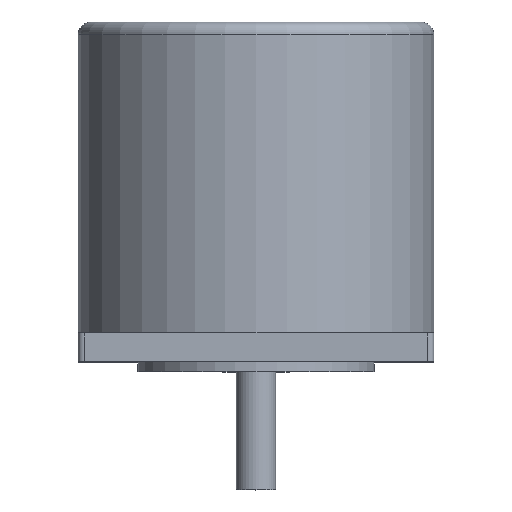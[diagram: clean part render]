
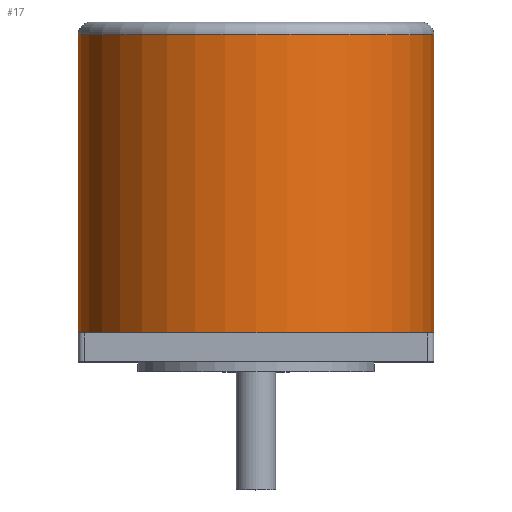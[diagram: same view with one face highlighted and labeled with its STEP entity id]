
A CAD part, top view. The second image highlights one B-rep face of the part: STEP entity #17.
In plain terms, the highlighted cylindrical face has radius 28.6 mm (diameter 57.2 mm), a full revolution.
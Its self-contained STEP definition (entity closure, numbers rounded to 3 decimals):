
#17 = ADVANCED_FACE('',(#18),#32,.T.);
#18 = FACE_BOUND('',#19,.F.);
#19 = EDGE_LOOP('',(#20,#50,#83,#116,#149,#180,#181));
#20 = ORIENTED_EDGE('',*,*,#21,.F.);
#21 = EDGE_CURVE('',#22,#24,#26,.T.);
#22 = VERTEX_POINT('',#23);
#23 = CARTESIAN_POINT('',(1200.77,-95.4,57.824));
#24 = VERTEX_POINT('',#25);
#25 = CARTESIAN_POINT('',(1200.77,-47.4,57.824));
#26 = SEAM_CURVE('',#27,(#31,#43),.PCURVE_S1.);
#27 = LINE('',#28,#29);
#28 = CARTESIAN_POINT('',(1200.77,-95.4,57.824));
#29 = VECTOR('',#30,1.);
#30 = DIRECTION('',(0.,1.,0.));
#31 = PCURVE('',#32,#37);
#32 = CYLINDRICAL_SURFACE('',#33,28.6);
#33 = AXIS2_PLACEMENT_3D('',#34,#35,#36);
#34 = CARTESIAN_POINT('',(1172.17,-95.4,57.824));
#35 = DIRECTION('',(0.,-1.,0.));
#36 = DIRECTION('',(1.,0.,0.));
#37 = DEFINITIONAL_REPRESENTATION('',(#38),#42);
#38 = LINE('',#39,#40);
#39 = CARTESIAN_POINT('',(-6.283,0.));
#40 = VECTOR('',#41,1.);
#41 = DIRECTION('',(-0.,-1.));
#42 = ( GEOMETRIC_REPRESENTATION_CONTEXT(2) 
PARAMETRIC_REPRESENTATION_CONTEXT() REPRESENTATION_CONTEXT('2D SPACE',''
  ) );
#43 = PCURVE('',#32,#44);
#44 = DEFINITIONAL_REPRESENTATION('',(#45),#49);
#45 = LINE('',#46,#47);
#46 = CARTESIAN_POINT('',(-0.,0.));
#47 = VECTOR('',#48,1.);
#48 = DIRECTION('',(-0.,-1.));
#49 = ( GEOMETRIC_REPRESENTATION_CONTEXT(2) 
PARAMETRIC_REPRESENTATION_CONTEXT() REPRESENTATION_CONTEXT('2D SPACE',''
  ) );
#50 = ORIENTED_EDGE('',*,*,#51,.F.);
#51 = EDGE_CURVE('',#52,#22,#54,.T.);
#52 = VERTEX_POINT('',#53);
#53 = CARTESIAN_POINT('',(1172.17,-95.4,86.424));
#54 = SURFACE_CURVE('',#55,(#60,#67),.PCURVE_S1.);
#55 = CIRCLE('',#56,28.6);
#56 = AXIS2_PLACEMENT_3D('',#57,#58,#59);
#57 = CARTESIAN_POINT('',(1172.17,-95.4,57.824));
#58 = DIRECTION('',(0.,1.,0.));
#59 = DIRECTION('',(1.,0.,0.));
#60 = PCURVE('',#32,#61);
#61 = DEFINITIONAL_REPRESENTATION('',(#62),#66);
#62 = LINE('',#63,#64);
#63 = CARTESIAN_POINT('',(-0.,0.));
#64 = VECTOR('',#65,1.);
#65 = DIRECTION('',(-1.,0.));
#66 = ( GEOMETRIC_REPRESENTATION_CONTEXT(2) 
PARAMETRIC_REPRESENTATION_CONTEXT() REPRESENTATION_CONTEXT('2D SPACE',''
  ) );
#67 = PCURVE('',#68,#73);
#68 = PLANE('',#69);
#69 = AXIS2_PLACEMENT_3D('',#70,#71,#72);
#70 = CARTESIAN_POINT('',(1144.57,-95.4,86.424));
#71 = DIRECTION('',(0.,-1.,0.));
#72 = DIRECTION('',(0.,0.,-1.));
#73 = DEFINITIONAL_REPRESENTATION('',(#74),#82);
#74 = ( BOUNDED_CURVE() B_SPLINE_CURVE(2,(#75,#76,#77,#78,#79,#80,#81),
.UNSPECIFIED.,.T.,.F.) B_SPLINE_CURVE_WITH_KNOTS((1,2,2,2,2,1),(
    -2.094,0.,2.094,4.189,6.283,
8.378),.UNSPECIFIED.) CURVE() GEOMETRIC_REPRESENTATION_ITEM() 
RATIONAL_B_SPLINE_CURVE((1.,0.5,1.,0.5,1.,0.5,1.)) REPRESENTATION_ITEM(
  '') );
#75 = CARTESIAN_POINT('',(28.6,56.2));
#76 = CARTESIAN_POINT('',(78.137,56.2));
#77 = CARTESIAN_POINT('',(53.368,13.3));
#78 = CARTESIAN_POINT('',(28.6,-29.6));
#79 = CARTESIAN_POINT('',(3.832,13.3));
#80 = CARTESIAN_POINT('',(-20.937,56.2));
#81 = CARTESIAN_POINT('',(28.6,56.2));
#82 = ( GEOMETRIC_REPRESENTATION_CONTEXT(2) 
PARAMETRIC_REPRESENTATION_CONTEXT() REPRESENTATION_CONTEXT('2D SPACE',''
  ) );
#83 = ORIENTED_EDGE('',*,*,#84,.F.);
#84 = EDGE_CURVE('',#85,#52,#87,.T.);
#85 = VERTEX_POINT('',#86);
#86 = CARTESIAN_POINT('',(1143.57,-95.4,57.824));
#87 = SURFACE_CURVE('',#88,(#93,#100),.PCURVE_S1.);
#88 = CIRCLE('',#89,28.6);
#89 = AXIS2_PLACEMENT_3D('',#90,#91,#92);
#90 = CARTESIAN_POINT('',(1172.17,-95.4,57.824));
#91 = DIRECTION('',(0.,1.,0.));
#92 = DIRECTION('',(1.,0.,0.));
#93 = PCURVE('',#32,#94);
#94 = DEFINITIONAL_REPRESENTATION('',(#95),#99);
#95 = LINE('',#96,#97);
#96 = CARTESIAN_POINT('',(-0.,0.));
#97 = VECTOR('',#98,1.);
#98 = DIRECTION('',(-1.,0.));
#99 = ( GEOMETRIC_REPRESENTATION_CONTEXT(2) 
PARAMETRIC_REPRESENTATION_CONTEXT() REPRESENTATION_CONTEXT('2D SPACE',''
  ) );
#100 = PCURVE('',#101,#106);
#101 = PLANE('',#102);
#102 = AXIS2_PLACEMENT_3D('',#103,#104,#105);
#103 = CARTESIAN_POINT('',(1144.57,-95.4,86.424));
#104 = DIRECTION('',(0.,-1.,0.));
#105 = DIRECTION('',(0.,0.,-1.));
#106 = DEFINITIONAL_REPRESENTATION('',(#107),#115);
#107 = ( BOUNDED_CURVE() B_SPLINE_CURVE(2,(#108,#109,#110,#111,#112,#113
,#114),.UNSPECIFIED.,.T.,.F.) B_SPLINE_CURVE_WITH_KNOTS((1,2,2,2,2,1),(
    -2.094,0.,2.094,4.189,6.283,
8.378),.UNSPECIFIED.) CURVE() GEOMETRIC_REPRESENTATION_ITEM() 
RATIONAL_B_SPLINE_CURVE((1.,0.5,1.,0.5,1.,0.5,1.)) REPRESENTATION_ITEM(
  '') );
#108 = CARTESIAN_POINT('',(28.6,56.2));
#109 = CARTESIAN_POINT('',(78.137,56.2));
#110 = CARTESIAN_POINT('',(53.368,13.3));
#111 = CARTESIAN_POINT('',(28.6,-29.6));
#112 = CARTESIAN_POINT('',(3.832,13.3));
#113 = CARTESIAN_POINT('',(-20.937,56.2));
#114 = CARTESIAN_POINT('',(28.6,56.2));
#115 = ( GEOMETRIC_REPRESENTATION_CONTEXT(2) 
PARAMETRIC_REPRESENTATION_CONTEXT() REPRESENTATION_CONTEXT('2D SPACE',''
  ) );
#116 = ORIENTED_EDGE('',*,*,#117,.F.);
#117 = EDGE_CURVE('',#118,#85,#120,.T.);
#118 = VERTEX_POINT('',#119);
#119 = CARTESIAN_POINT('',(1172.17,-95.4,29.224));
#120 = SURFACE_CURVE('',#121,(#126,#133),.PCURVE_S1.);
#121 = CIRCLE('',#122,28.6);
#122 = AXIS2_PLACEMENT_3D('',#123,#124,#125);
#123 = CARTESIAN_POINT('',(1172.17,-95.4,57.824));
#124 = DIRECTION('',(0.,1.,0.));
#125 = DIRECTION('',(1.,0.,0.));
#126 = PCURVE('',#32,#127);
#127 = DEFINITIONAL_REPRESENTATION('',(#128),#132);
#128 = LINE('',#129,#130);
#129 = CARTESIAN_POINT('',(-0.,0.));
#130 = VECTOR('',#131,1.);
#131 = DIRECTION('',(-1.,0.));
#132 = ( GEOMETRIC_REPRESENTATION_CONTEXT(2) 
PARAMETRIC_REPRESENTATION_CONTEXT() REPRESENTATION_CONTEXT('2D SPACE',''
  ) );
#133 = PCURVE('',#134,#139);
#134 = PLANE('',#135);
#135 = AXIS2_PLACEMENT_3D('',#136,#137,#138);
#136 = CARTESIAN_POINT('',(1144.57,-95.4,86.424));
#137 = DIRECTION('',(0.,-1.,0.));
#138 = DIRECTION('',(0.,0.,-1.));
#139 = DEFINITIONAL_REPRESENTATION('',(#140),#148);
#140 = ( BOUNDED_CURVE() B_SPLINE_CURVE(2,(#141,#142,#143,#144,#145,#146
,#147),.UNSPECIFIED.,.T.,.F.) B_SPLINE_CURVE_WITH_KNOTS((1,2,2,2,2,1),(
    -2.094,0.,2.094,4.189,6.283,
8.378),.UNSPECIFIED.) CURVE() GEOMETRIC_REPRESENTATION_ITEM() 
RATIONAL_B_SPLINE_CURVE((1.,0.5,1.,0.5,1.,0.5,1.)) REPRESENTATION_ITEM(
  '') );
#141 = CARTESIAN_POINT('',(28.6,56.2));
#142 = CARTESIAN_POINT('',(78.137,56.2));
#143 = CARTESIAN_POINT('',(53.368,13.3));
#144 = CARTESIAN_POINT('',(28.6,-29.6));
#145 = CARTESIAN_POINT('',(3.832,13.3));
#146 = CARTESIAN_POINT('',(-20.937,56.2));
#147 = CARTESIAN_POINT('',(28.6,56.2));
#148 = ( GEOMETRIC_REPRESENTATION_CONTEXT(2) 
PARAMETRIC_REPRESENTATION_CONTEXT() REPRESENTATION_CONTEXT('2D SPACE',''
  ) );
#149 = ORIENTED_EDGE('',*,*,#150,.F.);
#150 = EDGE_CURVE('',#22,#118,#151,.T.);
#151 = SURFACE_CURVE('',#152,(#157,#164),.PCURVE_S1.);
#152 = CIRCLE('',#153,28.6);
#153 = AXIS2_PLACEMENT_3D('',#154,#155,#156);
#154 = CARTESIAN_POINT('',(1172.17,-95.4,57.824));
#155 = DIRECTION('',(0.,1.,0.));
#156 = DIRECTION('',(1.,0.,0.));
#157 = PCURVE('',#32,#158);
#158 = DEFINITIONAL_REPRESENTATION('',(#159),#163);
#159 = LINE('',#160,#161);
#160 = CARTESIAN_POINT('',(-0.,0.));
#161 = VECTOR('',#162,1.);
#162 = DIRECTION('',(-1.,0.));
#163 = ( GEOMETRIC_REPRESENTATION_CONTEXT(2) 
PARAMETRIC_REPRESENTATION_CONTEXT() REPRESENTATION_CONTEXT('2D SPACE',''
  ) );
#164 = PCURVE('',#165,#170);
#165 = PLANE('',#166);
#166 = AXIS2_PLACEMENT_3D('',#167,#168,#169);
#167 = CARTESIAN_POINT('',(1144.57,-95.4,86.424));
#168 = DIRECTION('',(0.,-1.,0.));
#169 = DIRECTION('',(0.,0.,-1.));
#170 = DEFINITIONAL_REPRESENTATION('',(#171),#179);
#171 = ( BOUNDED_CURVE() B_SPLINE_CURVE(2,(#172,#173,#174,#175,#176,#177
,#178),.UNSPECIFIED.,.T.,.F.) B_SPLINE_CURVE_WITH_KNOTS((1,2,2,2,2,1),(
    -2.094,0.,2.094,4.189,6.283,
8.378),.UNSPECIFIED.) CURVE() GEOMETRIC_REPRESENTATION_ITEM() 
RATIONAL_B_SPLINE_CURVE((1.,0.5,1.,0.5,1.,0.5,1.)) REPRESENTATION_ITEM(
  '') );
#172 = CARTESIAN_POINT('',(28.6,56.2));
#173 = CARTESIAN_POINT('',(78.137,56.2));
#174 = CARTESIAN_POINT('',(53.368,13.3));
#175 = CARTESIAN_POINT('',(28.6,-29.6));
#176 = CARTESIAN_POINT('',(3.832,13.3));
#177 = CARTESIAN_POINT('',(-20.937,56.2));
#178 = CARTESIAN_POINT('',(28.6,56.2));
#179 = ( GEOMETRIC_REPRESENTATION_CONTEXT(2) 
PARAMETRIC_REPRESENTATION_CONTEXT() REPRESENTATION_CONTEXT('2D SPACE',''
  ) );
#180 = ORIENTED_EDGE('',*,*,#21,.T.);
#181 = ORIENTED_EDGE('',*,*,#182,.T.);
#182 = EDGE_CURVE('',#24,#24,#183,.T.);
#183 = SURFACE_CURVE('',#184,(#189,#196),.PCURVE_S1.);
#184 = CIRCLE('',#185,28.6);
#185 = AXIS2_PLACEMENT_3D('',#186,#187,#188);
#186 = CARTESIAN_POINT('',(1172.17,-47.4,57.824));
#187 = DIRECTION('',(0.,1.,0.));
#188 = DIRECTION('',(1.,0.,0.));
#189 = PCURVE('',#32,#190);
#190 = DEFINITIONAL_REPRESENTATION('',(#191),#195);
#191 = LINE('',#192,#193);
#192 = CARTESIAN_POINT('',(-0.,-48.));
#193 = VECTOR('',#194,1.);
#194 = DIRECTION('',(-1.,0.));
#195 = ( GEOMETRIC_REPRESENTATION_CONTEXT(2) 
PARAMETRIC_REPRESENTATION_CONTEXT() REPRESENTATION_CONTEXT('2D SPACE',''
  ) );
#196 = PCURVE('',#197,#202);
#197 = TOROIDAL_SURFACE('',#198,26.6,2.);
#198 = AXIS2_PLACEMENT_3D('',#199,#200,#201);
#199 = CARTESIAN_POINT('',(1172.17,-47.4,57.824));
#200 = DIRECTION('',(0.,1.,0.));
#201 = DIRECTION('',(1.,0.,0.));
#202 = DEFINITIONAL_REPRESENTATION('',(#203),#207);
#203 = LINE('',#204,#205);
#204 = CARTESIAN_POINT('',(0.,0.));
#205 = VECTOR('',#206,1.);
#206 = DIRECTION('',(1.,0.));
#207 = ( GEOMETRIC_REPRESENTATION_CONTEXT(2) 
PARAMETRIC_REPRESENTATION_CONTEXT() REPRESENTATION_CONTEXT('2D SPACE',''
  ) );
